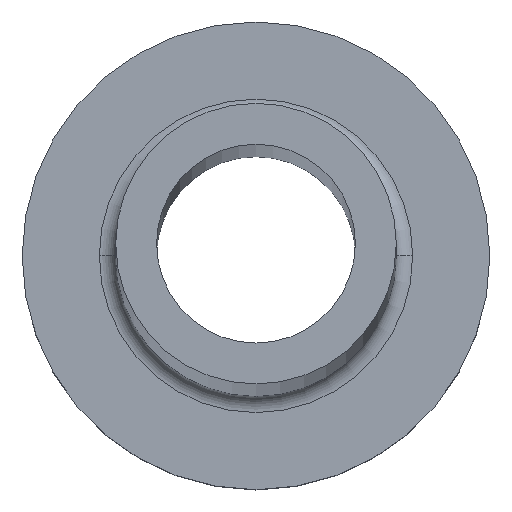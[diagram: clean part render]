
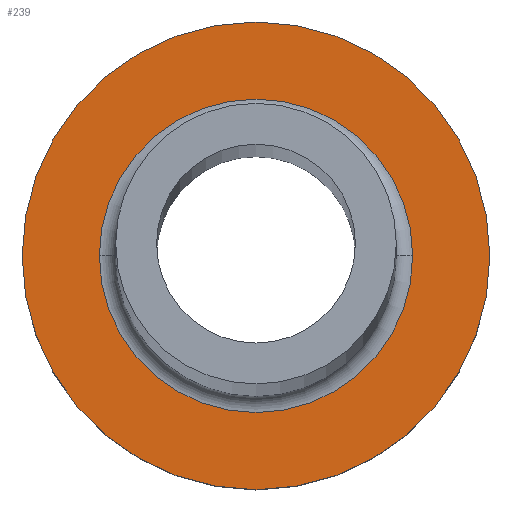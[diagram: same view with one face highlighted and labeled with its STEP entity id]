
A CAD part, top view. The second image highlights one B-rep face of the part: STEP entity #239.
In plain terms, the highlighted planar face has unit normal (0, 0, 1).
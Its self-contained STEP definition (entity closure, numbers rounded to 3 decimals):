
#1 = DIRECTION ( 'NONE',  ( 0., 0., 1. ) ) ;
#39 = VERTEX_POINT ( 'NONE', #106 ) ;
#43 = AXIS2_PLACEMENT_3D ( 'NONE', #104, #319, #311 ) ;
#47 = AXIS2_PLACEMENT_3D ( 'NONE', #59, #176, #180 ) ;
#56 = FACE_OUTER_BOUND ( 'NONE', #74, .T. ) ;
#59 = CARTESIAN_POINT ( 'NONE',  ( 0., 0., 7. ) ) ;
#69 = DIRECTION ( 'NONE',  ( 0., 0., -1. ) ) ;
#73 = CARTESIAN_POINT ( 'NONE',  ( -10., 0., 7. ) ) ;
#74 = EDGE_LOOP ( 'NONE', ( #151, #300 ) ) ;
#104 = CARTESIAN_POINT ( 'NONE',  ( 0., 0., 7. ) ) ;
#106 = CARTESIAN_POINT ( 'NONE',  ( 10., 0., 7. ) ) ;
#108 = AXIS2_PLACEMENT_3D ( 'NONE', #301, #1, #141 ) ;
#114 = EDGE_CURVE ( 'NONE', #128, #116, #120, .T. ) ;
#115 = CIRCLE ( 'NONE', #131, 6.7 ) ;
#116 = VERTEX_POINT ( 'NONE', #164 ) ;
#120 = CIRCLE ( 'NONE', #43, 6.7 ) ;
#124 = ORIENTED_EDGE ( 'NONE', *, *, #114, .T. ) ;
#128 = VERTEX_POINT ( 'NONE', #273 ) ;
#131 = AXIS2_PLACEMENT_3D ( 'NONE', #228, #69, #262 ) ;
#141 = DIRECTION ( 'NONE',  ( 1., 0., 0. ) ) ;
#148 = DIRECTION ( 'NONE',  ( 1., 0., 0. ) ) ;
#151 = ORIENTED_EDGE ( 'NONE', *, *, #156, .T. ) ;
#156 = EDGE_CURVE ( 'NONE', #329, #39, #174, .T. ) ;
#164 = CARTESIAN_POINT ( 'NONE',  ( -6.7, 0., 7. ) ) ;
#165 = AXIS2_PLACEMENT_3D ( 'NONE', #242, #294, #148 ) ;
#172 = EDGE_CURVE ( 'NONE', #39, #329, #380, .T. ) ;
#174 = CIRCLE ( 'NONE', #108, 10. ) ;
#176 = DIRECTION ( 'NONE',  ( 0., 0., 1. ) ) ;
#180 = DIRECTION ( 'NONE',  ( 1., 0., 0. ) ) ;
#222 = ORIENTED_EDGE ( 'NONE', *, *, #347, .T. ) ;
#228 = CARTESIAN_POINT ( 'NONE',  ( 0., 0., 7. ) ) ;
#239 = ADVANCED_FACE ( 'NONE', ( #322, #56 ), #352, .T. ) ;
#242 = CARTESIAN_POINT ( 'NONE',  ( 0., 0., 7. ) ) ;
#262 = DIRECTION ( 'NONE',  ( 1., 0., 0. ) ) ;
#273 = CARTESIAN_POINT ( 'NONE',  ( 6.7, 0., 7. ) ) ;
#279 = EDGE_LOOP ( 'NONE', ( #124, #222 ) ) ;
#294 = DIRECTION ( 'NONE',  ( 0., 0., 1. ) ) ;
#300 = ORIENTED_EDGE ( 'NONE', *, *, #172, .T. ) ;
#301 = CARTESIAN_POINT ( 'NONE',  ( 0., 0., 7. ) ) ;
#311 = DIRECTION ( 'NONE',  ( 1., 0., 0. ) ) ;
#319 = DIRECTION ( 'NONE',  ( 0., 0., -1. ) ) ;
#322 = FACE_BOUND ( 'NONE', #279, .T. ) ;
#329 = VERTEX_POINT ( 'NONE', #73 ) ;
#347 = EDGE_CURVE ( 'NONE', #116, #128, #115, .T. ) ;
#352 = PLANE ( 'NONE',  #47 ) ;
#380 = CIRCLE ( 'NONE', #165, 10. ) ;
